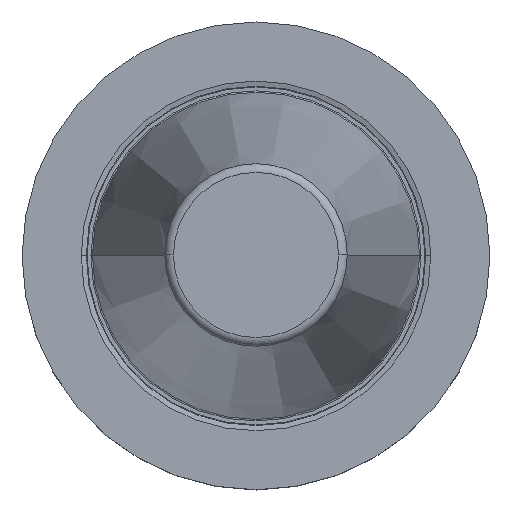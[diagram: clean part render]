
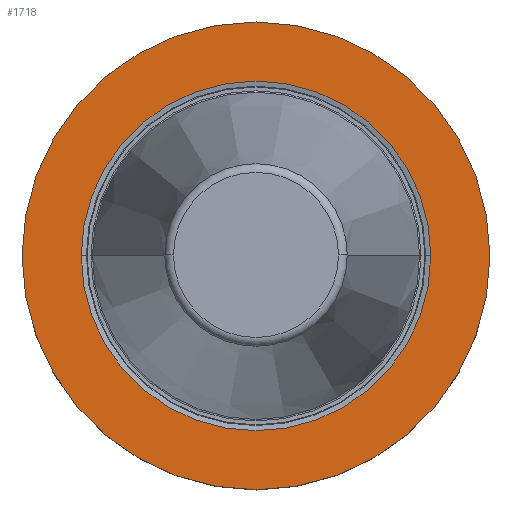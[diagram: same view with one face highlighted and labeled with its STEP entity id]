
A CAD part, top view. The second image highlights one B-rep face of the part: STEP entity #1718.
In plain terms, the highlighted planar face has unit normal (0, 0, 1).
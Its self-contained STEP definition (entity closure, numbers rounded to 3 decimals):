
#199=CARTESIAN_POINT('',(0.,0.,-3.2));
#200=DIRECTION('',(0.,0.,1.));
#201=DIRECTION('',(1.,0.,0.));
#202=AXIS2_PLACEMENT_3D('',#199,#200,#201);
#207=CARTESIAN_POINT('',(0.,0.,-3.2));
#208=DIRECTION('',(0.,0.,-1.));
#209=DIRECTION('',(1.,0.,0.));
#210=AXIS2_PLACEMENT_3D('',#207,#208,#209);
#215=CARTESIAN_POINT('',(0.,0.,-3.2));
#216=DIRECTION('',(0.,0.,1.));
#217=DIRECTION('',(1.,0.,0.));
#218=AXIS2_PLACEMENT_3D('',#215,#216,#217);
#223=CARTESIAN_POINT('',(0.,0.,-3.2));
#224=DIRECTION('',(0.,0.,1.));
#225=DIRECTION('',(-1.,0.,0.));
#226=AXIS2_PLACEMENT_3D('',#223,#224,#225);
#1429=CARTESIAN_POINT('',(31.775,0.,-3.2));
#1430=CARTESIAN_POINT('',(-31.775,0.,-3.2));
#1431=VERTEX_POINT('',#1429);
#1432=VERTEX_POINT('',#1430);
#1495=CARTESIAN_POINT('',(23.746,0.,-3.2));
#1496=VERTEX_POINT('',#1495);
#1499=CARTESIAN_POINT('',(-23.746,0.,-3.2));
#1500=VERTEX_POINT('',#1499);
#1703=CARTESIAN_POINT('',(0.,0.,-3.2));
#1704=DIRECTION('',(0.,0.,-1.));
#1705=DIRECTION('',(-1.,0.,0.));
#1706=AXIS2_PLACEMENT_3D('',#1703,#1704,#1705);
#1707=PLANE('',#1706);
#1708=ORIENTED_EDGE('',*,*,#1684,.F.);
#1709=ORIENTED_EDGE('',*,*,#1626,.T.);
#1710=EDGE_LOOP('',(#1708,#1709));
#1711=FACE_OUTER_BOUND('',#1710,.F.);
#1713=ORIENTED_EDGE('',*,*,#1712,.T.);
#1715=ORIENTED_EDGE('',*,*,#1714,.T.);
#1716=EDGE_LOOP('',(#1713,#1715));
#1717=FACE_BOUND('',#1716,.F.);
#1718=ADVANCED_FACE('',(#1711,#1717),#1707,.F.);
#203=CIRCLE('',#202,31.775);
#211=CIRCLE('',#210,31.775);
#219=CIRCLE('',#218,23.746);
#227=CIRCLE('',#226,23.746);
#1626=EDGE_CURVE('',#1431,#1432,#211,.T.);
#1684=EDGE_CURVE('',#1431,#1432,#203,.T.);
#1712=EDGE_CURVE('',#1496,#1500,#219,.T.);
#1714=EDGE_CURVE('',#1500,#1496,#227,.T.);
